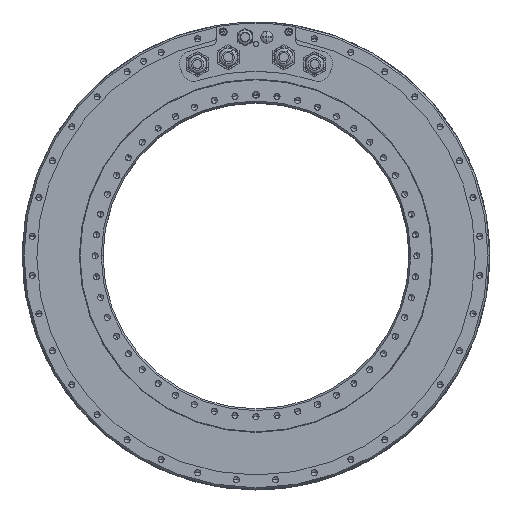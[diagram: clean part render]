
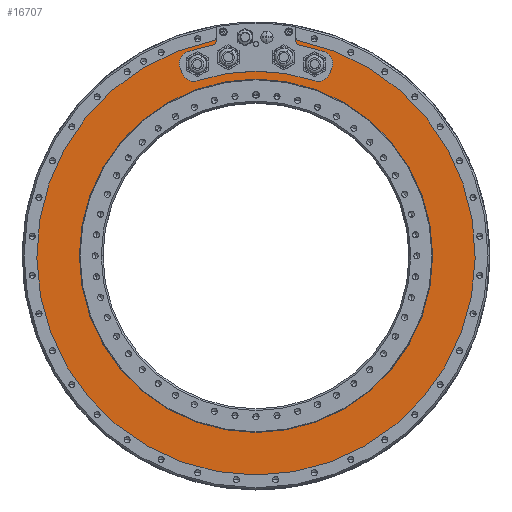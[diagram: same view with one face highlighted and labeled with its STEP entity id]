
A CAD part, top view. The second image highlights one B-rep face of the part: STEP entity #16707.
In plain terms, the highlighted planar face has unit normal (0, 0, 1).
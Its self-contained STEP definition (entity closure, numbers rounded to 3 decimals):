
#3679=DIRECTION('',(0.375,0.927,0.));
#3680=VECTOR('',#3679,5.009);
#3681=CARTESIAN_POINT('',(60.571,149.917,-0.15));
#3682=LINE('',#3681,#3680);
#3683=CARTESIAN_POINT('',(53.175,158.308,-0.15));
#3684=DIRECTION('',(0.,0.,1.));
#3685=DIRECTION('',(0.927,-0.375,0.));
#3686=AXIS2_PLACEMENT_3D('',#3683,#3684,#3685);
#3688=CARTESIAN_POINT('',(0.,0.,-0.15));
#3689=DIRECTION('',(0.,0.,1.));
#3690=DIRECTION('',(0.318,0.948,0.));
#3691=AXIS2_PLACEMENT_3D('',#3688,#3689,#3690);
#3693=CARTESIAN_POINT('',(37.5,178.095,-0.15));
#3694=DIRECTION('',(0.,0.,-1.));
#3695=DIRECTION('',(-0.206,-0.979,0.));
#3696=AXIS2_PLACEMENT_3D('',#3693,#3694,#3695);
#3698=DIRECTION('',(0.,-1.,0.));
#3699=VECTOR('',#3698,0.98);
#3700=CARTESIAN_POINT('',(32.5,179.075,-0.15));
#3701=LINE('',#3700,#3699);
#3702=CARTESIAN_POINT('',(0.,0.,-0.15));
#3703=DIRECTION('',(0.,0.,1.));
#3704=DIRECTION('',(0.182,0.983,0.));
#3705=AXIS2_PLACEMENT_3D('',#3702,#3703,#3704);
#3707=CARTESIAN_POINT('',(0.,0.,-0.15));
#3708=DIRECTION('',(0.,0.,1.));
#3709=DIRECTION('',(-0.179,0.984,0.));
#3710=AXIS2_PLACEMENT_3D('',#3707,#3708,#3709);
#3712=DIRECTION('',(0.,-1.,0.));
#3713=VECTOR('',#3712,0.98);
#3714=CARTESIAN_POINT('',(-32.5,179.075,-0.15));
#3715=LINE('',#3714,#3713);
#3716=CARTESIAN_POINT('',(-37.5,178.095,-0.15));
#3717=DIRECTION('',(0.,0.,-1.));
#3718=DIRECTION('',(1.,0.,0.));
#3719=AXIS2_PLACEMENT_3D('',#3716,#3717,#3718);
#3721=CARTESIAN_POINT('',(0.,0.,-0.15));
#3722=DIRECTION('',(0.,0.,1.));
#3723=DIRECTION('',(-0.206,0.979,0.));
#3724=AXIS2_PLACEMENT_3D('',#3721,#3722,#3723);
#3726=CARTESIAN_POINT('',(-53.175,158.308,-0.15));
#3727=DIRECTION('',(0.,0.,-1.));
#3728=DIRECTION('',(-0.927,-0.375,0.));
#3729=AXIS2_PLACEMENT_3D('',#3726,#3727,#3728);
#3731=DIRECTION('',(0.375,-0.927,0.));
#3732=VECTOR('',#3731,5.009);
#3733=CARTESIAN_POINT('',(-62.447,154.562,-0.15));
#3734=LINE('',#3733,#3732);
#3735=CARTESIAN_POINT('',(-51.299,153.663,-0.15));
#3736=DIRECTION('',(0.,0.,-1.));
#3737=DIRECTION('',(0.317,-0.949,0.));
#3738=AXIS2_PLACEMENT_3D('',#3735,#3736,#3737);
#3740=CARTESIAN_POINT('',(0.,0.,-0.15));
#3741=DIRECTION('',(0.,0.,1.));
#3742=DIRECTION('',(0.317,0.949,0.));
#3743=AXIS2_PLACEMENT_3D('',#3740,#3741,#3742);
#3745=CARTESIAN_POINT('',(51.299,153.663,-0.15));
#3746=DIRECTION('',(0.,0.,-1.));
#3747=DIRECTION('',(0.927,-0.375,0.));
#3748=AXIS2_PLACEMENT_3D('',#3745,#3746,#3747);
#3833=CARTESIAN_POINT('',(0.,0.,-0.15));
#3834=DIRECTION('',(0.,0.,1.));
#3835=DIRECTION('',(-1.,0.,0.));
#3836=AXIS2_PLACEMENT_3D('',#3833,#3834,#3835);
#3847=CARTESIAN_POINT('',(0.,0.,-0.15));
#3848=DIRECTION('',(0.,0.,1.));
#3849=DIRECTION('',(1.,0.,0.));
#3850=AXIS2_PLACEMENT_3D('',#3847,#3848,#3849);
#6985=CARTESIAN_POINT('',(-36.25,180.394,-0.15));
#6986=DIRECTION('',(0.,0.,1.));
#6987=DIRECTION('',(0.197,-0.98,0.));
#6988=AXIS2_PLACEMENT_3D('',#6985,#6986,#6987);
#7003=CARTESIAN_POINT('',(0.,0.,-0.15));
#7004=DIRECTION('',(0.,0.,1.));
#7005=DIRECTION('',(-0.197,0.98,0.));
#7006=AXIS2_PLACEMENT_3D('',#7003,#7004,#7005);
#7012=CARTESIAN_POINT('',(36.25,180.394,-0.15));
#7013=DIRECTION('',(0.,0.,-1.));
#7014=DIRECTION('',(-0.197,-0.98,0.));
#7015=AXIS2_PLACEMENT_3D('',#7012,#7013,#7014);
#9616=CARTESIAN_POINT('',(-145.482,0.,-0.15));
#9617=CARTESIAN_POINT('',(145.482,0.,-0.15));
#9618=VERTEX_POINT('',#9616);
#9619=VERTEX_POINT('',#9617);
#9634=CARTESIAN_POINT('',(35.56,176.962,-0.15));
#9635=CARTESIAN_POINT('',(33.051,178.974,-0.15));
#9636=VERTEX_POINT('',#9634);
#9637=VERTEX_POINT('',#9635);
#9640=CARTESIAN_POINT('',(-35.56,176.962,-0.15));
#9641=CARTESIAN_POINT('',(-33.051,178.974,-0.15));
#9642=VERTEX_POINT('',#9640);
#9643=VERTEX_POINT('',#9641);
#10046=CARTESIAN_POINT('',(60.571,149.917,-0.15));
#10047=CARTESIAN_POINT('',(62.447,154.562,-0.15));
#10048=VERTEX_POINT('',#10046);
#10049=VERTEX_POINT('',#10047);
#10050=CARTESIAN_POINT('',(-62.447,154.562,-0.15));
#10051=CARTESIAN_POINT('',(-60.571,149.917,-0.15));
#10052=VERTEX_POINT('',#10050);
#10053=VERTEX_POINT('',#10051);
#10054=CARTESIAN_POINT('',(48.132,144.178,-0.15));
#10055=CARTESIAN_POINT('',(-48.132,144.178,-0.15));
#10056=VERTEX_POINT('',#10054);
#10057=VERTEX_POINT('',#10055);
#10058=CARTESIAN_POINT('',(-32.5,179.075,-0.15));
#10059=CARTESIAN_POINT('',(-32.5,178.095,-0.15));
#10060=VERTEX_POINT('',#10058);
#10061=VERTEX_POINT('',#10059);
#10062=CARTESIAN_POINT('',(-36.47,173.202,-0.15));
#10063=CARTESIAN_POINT('',(-56.359,167.787,-0.15));
#10064=VERTEX_POINT('',#10062);
#10065=VERTEX_POINT('',#10063);
#10066=CARTESIAN_POINT('',(32.5,179.075,-0.15));
#10067=CARTESIAN_POINT('',(32.5,178.095,-0.15));
#10068=VERTEX_POINT('',#10066);
#10069=VERTEX_POINT('',#10067);
#10070=CARTESIAN_POINT('',(56.359,167.787,-0.15));
#10071=CARTESIAN_POINT('',(36.47,173.202,-0.15));
#10072=VERTEX_POINT('',#10070);
#10073=VERTEX_POINT('',#10071);
#16658=CARTESIAN_POINT('',(0.,0.,-0.15));
#16659=DIRECTION('',(0.,0.,1.));
#16660=DIRECTION('',(1.,0.,0.));
#16661=AXIS2_PLACEMENT_3D('',#16658,#16659,#16660);
#16662=PLANE('',#16661);
#16664=ORIENTED_EDGE('',*,*,#16663,.T.);
#16666=ORIENTED_EDGE('',*,*,#16665,.T.);
#16668=ORIENTED_EDGE('',*,*,#16667,.T.);
#16670=ORIENTED_EDGE('',*,*,#16669,.T.);
#16672=ORIENTED_EDGE('',*,*,#16671,.F.);
#16674=ORIENTED_EDGE('',*,*,#16673,.F.);
#16676=ORIENTED_EDGE('',*,*,#16675,.F.);
#16678=ORIENTED_EDGE('',*,*,#16677,.F.);
#16680=ORIENTED_EDGE('',*,*,#16679,.T.);
#16682=ORIENTED_EDGE('',*,*,#16681,.F.);
#16684=ORIENTED_EDGE('',*,*,#16683,.T.);
#16686=ORIENTED_EDGE('',*,*,#16685,.T.);
#16688=ORIENTED_EDGE('',*,*,#16687,.T.);
#16690=ORIENTED_EDGE('',*,*,#16689,.F.);
#16692=ORIENTED_EDGE('',*,*,#16691,.T.);
#16694=ORIENTED_EDGE('',*,*,#16693,.F.);
#16696=ORIENTED_EDGE('',*,*,#16695,.F.);
#16698=ORIENTED_EDGE('',*,*,#16697,.F.);
#16699=EDGE_LOOP('',(#16664,#16666,#16668,#16670,#16672,#16674,#16676,#16678,
#16680,#16682,#16684,#16686,#16688,#16690,#16692,#16694,#16696,#16698));
#16700=FACE_OUTER_BOUND('',#16699,.F.);
#16702=ORIENTED_EDGE('',*,*,#16701,.T.);
#16704=ORIENTED_EDGE('',*,*,#16703,.T.);
#16705=EDGE_LOOP('',(#16702,#16704));
#16706=FACE_BOUND('',#16705,.F.);
#3687=CIRCLE('',#3686,10.);
#3692=CIRCLE('',#3691,177.);
#3697=CIRCLE('',#3696,5.);
#3706=CIRCLE('',#3705,182.);
#3711=CIRCLE('',#3710,182.);
#3720=CIRCLE('',#3719,5.);
#3725=CIRCLE('',#3724,177.);
#3730=CIRCLE('',#3729,10.);
#3739=CIRCLE('',#3738,10.);
#3744=CIRCLE('',#3743,152.);
#3749=CIRCLE('',#3748,10.);
#3837=CIRCLE('',#3836,145.482);
#3851=CIRCLE('',#3850,145.482);
#6989=CIRCLE('',#6988,3.5);
#7007=CIRCLE('',#7006,180.5);
#7016=CIRCLE('',#7015,3.5);
#16663=EDGE_CURVE('',#10048,#10049,#3682,.T.);
#16665=EDGE_CURVE('',#10049,#10072,#3687,.T.);
#16667=EDGE_CURVE('',#10072,#10073,#3692,.T.);
#16669=EDGE_CURVE('',#10073,#10069,#3697,.T.);
#16671=EDGE_CURVE('',#10068,#10069,#3701,.T.);
#16673=EDGE_CURVE('',#9637,#10068,#3706,.T.);
#16675=EDGE_CURVE('',#9636,#9637,#7016,.T.);
#16677=EDGE_CURVE('',#9642,#9636,#7007,.T.);
#16679=EDGE_CURVE('',#9642,#9643,#6989,.T.);
#16681=EDGE_CURVE('',#10060,#9643,#3711,.T.);
#16683=EDGE_CURVE('',#10060,#10061,#3715,.T.);
#16685=EDGE_CURVE('',#10061,#10064,#3720,.T.);
#16687=EDGE_CURVE('',#10064,#10065,#3725,.T.);
#16689=EDGE_CURVE('',#10052,#10065,#3730,.T.);
#16691=EDGE_CURVE('',#10052,#10053,#3734,.T.);
#16693=EDGE_CURVE('',#10057,#10053,#3739,.T.);
#16695=EDGE_CURVE('',#10056,#10057,#3744,.T.);
#16697=EDGE_CURVE('',#10048,#10056,#3749,.T.);
#16701=EDGE_CURVE('',#9618,#9619,#3837,.T.);
#16703=EDGE_CURVE('',#9619,#9618,#3851,.T.);
#16707=ADVANCED_FACE('',(#16700,#16706),#16662,.T.);
